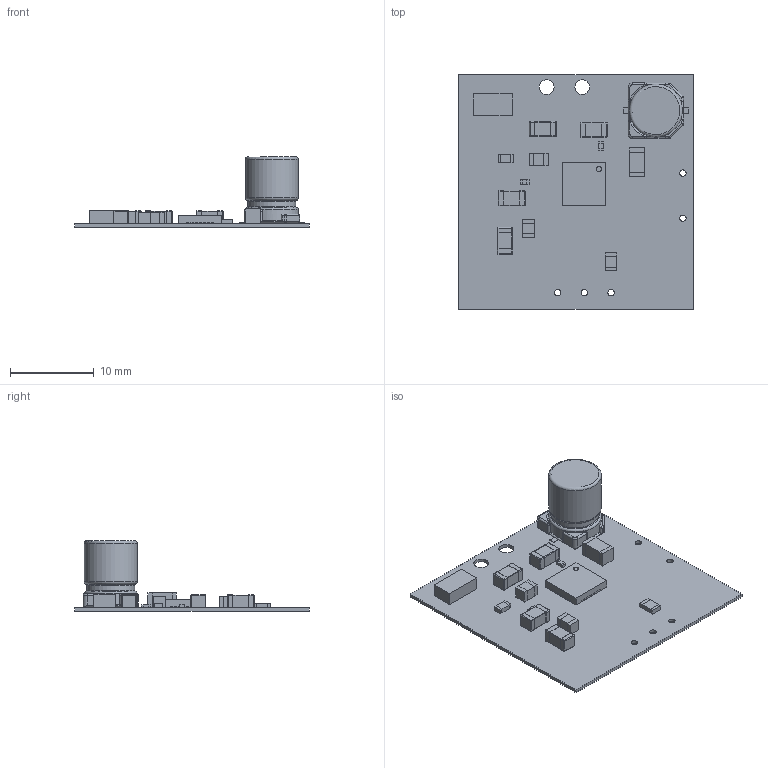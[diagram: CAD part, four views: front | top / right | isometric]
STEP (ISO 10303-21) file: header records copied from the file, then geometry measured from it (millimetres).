
FILE_DESCRIPTION(('Open CASCADE Model'),'2;1');
FILE_NAME('Open CASCADE Shape Model','2022-02-05T13:28:27',('Author'),( 'Open CASCADE'),'Open CASCADE STEP processor 6.8','Open CASCADE 6.8' ,'Unknown');
FILE_SCHEMA(('AUTOMOTIVE_DESIGN { 1 0 10303 214 1 1 1 1 }'));
Length unit declared in the file: millimetre
Products named in the file (55): PCB; Board; Open CASCADE STEP translator 6.8 10.1.1; U2; 1969178128; Extruded; U1; 1969337768; Open_CASCADE_STEP_translator_6.8_2.1; Body; Open_CASCADE_STEP_translator_6.8_2.2.1; Pin_Shape; Open_CASCADE_STEP_translator_6.8_2.3.1; R8; 1969168768; 1969173368; R6; 1969167208; 1969172808; R5; 1969169048; 1969167008; R3; 1969178328; 1969173688; C8; 1969173488; 1969170288; C7; 1969168168; 1969176448; C6; CGA5L3X7R2E333K160AA--3DModel-STEP-46669; C5; C4; C3; C2; 1969173288; 1969169648; C1 ...
Assembly tree (91 placements, depth 5):
  PCB
    Board
      Open CASCADE STEP translator 6.8 10.1.1
    U2
      1969178128
        Extruded
    U1
      1969337768
        Open_CASCADE_STEP_translator_6.8_2.1
        Body
          Open_CASCADE_STEP_translator_6.8_2.2.1
        Pin_Shape  x28
          Open_CASCADE_STEP_translator_6.8_2.3.1
    R8
      1969168768
        Extruded
      1969173368  x2
        Extruded
    R6
      1969167208  x2
        Extruded
      1969172808
        Extruded
    R5
      1969169048
        Extruded
      1969167008  x2
        Extruded
    R3
      1969178328
        Extruded
      1969173688  x2
        Extruded
    C8
      1969173488  x2
        Extruded
      1969170288
        Extruded
    C7
      1969168168  x2
        Extruded
      1969176448
        Extruded
    C6
      CGA5L3X7R2E333K160AA--3DModel-STEP-46669
    C5
      CGA5L3X7R2E333K160AA--3DModel-STEP-46669
    C4
      CGA5L3X7R2E333K160AA--3DModel-STEP-46669
    C3
      CGA5L3X7R2E333K160AA--3DModel-STEP-46669
    C2
      1969173288
        Extruded
      1969169648  x2
        Extruded
    C1
      NIPPON_F80
Bounding box: 28 x 28 x 8.41 mm (x, y, z)
Volume: 675.4 mm3; surface area: 2278 mm2
Topology: 65 solids, 66 shells, 843 faces, 1778 edges, 1023 vertices
Faces by surface type: plane 654, cylinder 136, sphere 44, torus 9
Full cylindrical faces by diameter (mm): 0.644 x1, 0.762 x5, 1.762 x2, 5.7 x1, 6.3 x2
Entity records: 9990 total; most frequent: CARTESIAN_POINT 1556, DIRECTION 1502, ORIENTED_EDGE 1211, EDGE_CURVE 606, AXIS2_PLACEMENT_3D 535, LINE 432, VECTOR 432, VERTEX_POINT 367
